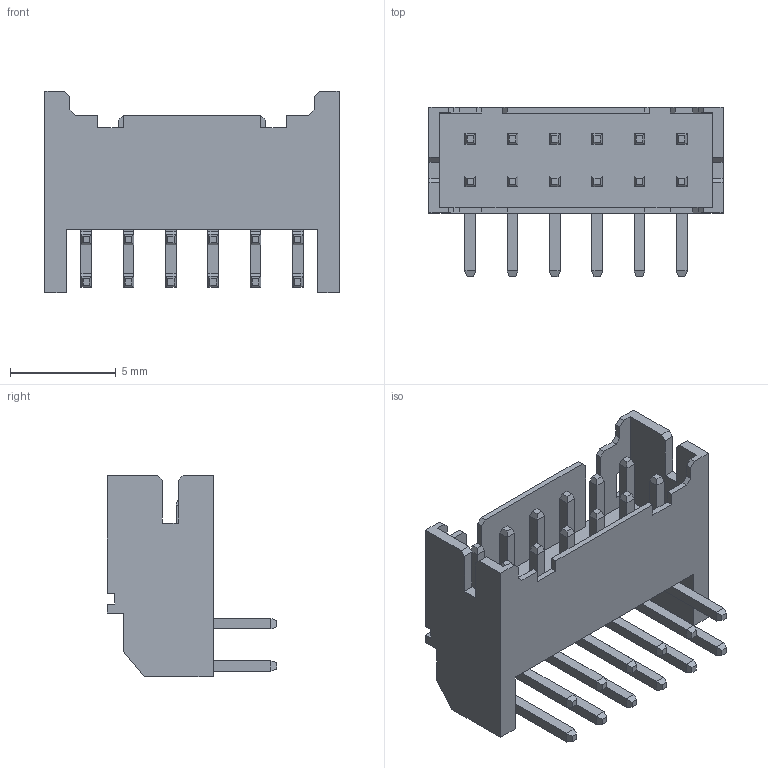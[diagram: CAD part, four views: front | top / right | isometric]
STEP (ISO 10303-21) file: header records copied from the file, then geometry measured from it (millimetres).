
FILE_DESCRIPTION (( 'STEP AP214' ), '1' );
FILE_NAME ('S12B-PHDSS.STEP', '2024-01-11T09:51:10', ( '' ), ( '' ), 'SwSTEP 2.0', 'SolidWorks 2021', '' );
FILE_SCHEMA (( 'AUTOMOTIVE_DESIGN' ));
Length unit declared in the file: millimetre
Products named in the file (3): pin^SxB-PHDSS ass; SxB-PHDSS_12; S12B-PHDSS
Assembly tree (7 placements, depth 2):
  S12B-PHDSS
    SxB-PHDSS_12
    pin^SxB-PHDSS ass  x6
Bounding box: 13.9 x 8 x 9.5 mm (x, y, z)
Volume: 213.1 mm3; surface area: 880.5 mm2
Topology: 13 solids, 13 shells, 394 faces, 909 edges, 542 vertices
Faces by surface type: plane 370, cylinder 24
Entity records: 5520 total; most frequent: CARTESIAN_POINT 955, ORIENTED_EDGE 938, DIRECTION 845, EDGE_CURVE 469, LINE 461, VECTOR 461, VERTEX_POINT 302, EDGE_LOOP 203
